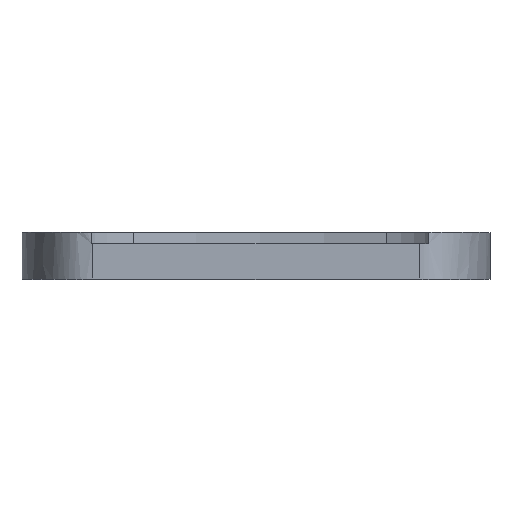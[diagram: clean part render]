
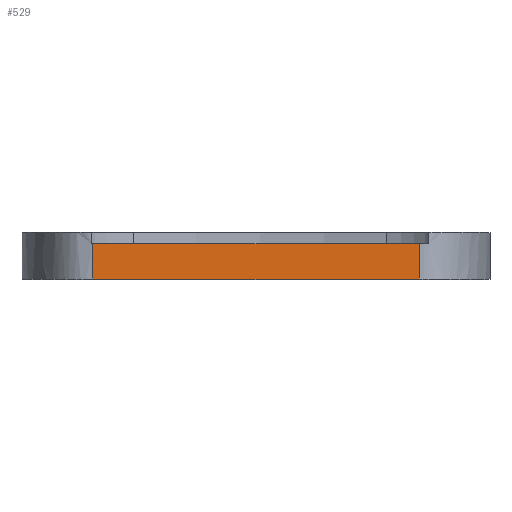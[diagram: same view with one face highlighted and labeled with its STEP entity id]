
A CAD part, top view. The second image highlights one B-rep face of the part: STEP entity #529.
In plain terms, the highlighted planar face has unit normal (0, 0, 1).
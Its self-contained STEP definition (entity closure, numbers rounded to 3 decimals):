
#177 = DIRECTION ( 'NONE',  ( -1., 0., 0. ) ) ;
#364 = ORIENTED_EDGE ( 'NONE', *, *, #2053, .F. ) ;
#391 = CARTESIAN_POINT ( 'NONE',  ( 11.263, -1.633, -16.62 ) ) ;
#433 = ORIENTED_EDGE ( 'NONE', *, *, #3194, .T. ) ;
#529 = ADVANCED_FACE ( 'NONE', ( #1580 ), #1622, .F. ) ;
#582 = AXIS2_PLACEMENT_3D ( 'NONE', #2807, #1006, #3427 ) ;
#701 = VERTEX_POINT ( 'NONE', #1215 ) ;
#741 = CARTESIAN_POINT ( 'NONE',  ( -11.836, -3.3, -16.62 ) ) ;
#755 = EDGE_LOOP ( 'NONE', ( #433, #1996, #364, #2973 ) ) ;
#823 = CARTESIAN_POINT ( 'NONE',  ( 11.263, -0.8, -16.62 ) ) ;
#896 = CARTESIAN_POINT ( 'NONE',  ( -11.836, -1.633, -16.62 ) ) ;
#933 = VECTOR ( 'NONE', #177, 1000. ) ;
#1006 = DIRECTION ( 'NONE',  ( 0., 0., -1. ) ) ;
#1041 = CARTESIAN_POINT ( 'NONE',  ( 0., -0.8, -16.62 ) ) ;
#1090 = VERTEX_POINT ( 'NONE', #741 ) ;
#1126 = CARTESIAN_POINT ( 'NONE',  ( -11.836, -3.3, -16.62 ) ) ;
#1215 = CARTESIAN_POINT ( 'NONE',  ( -11.836, -0.8, -16.62 ) ) ;
#1227 = EDGE_CURVE ( 'NONE', #701, #1090, #2670, .T. ) ;
#1298 = LINE ( 'NONE', #1041, #933 ) ;
#1305 = CARTESIAN_POINT ( 'NONE',  ( 0., -3.3, -16.62 ) ) ;
#1310 = CARTESIAN_POINT ( 'NONE',  ( 11.263, -3.3, -16.62 ) ) ;
#1580 = FACE_OUTER_BOUND ( 'NONE', #755, .T. ) ;
#1622 = PLANE ( 'NONE',  #582 ) ;
#1911 = EDGE_CURVE ( 'NONE', #2134, #3894, #2549, .T. ) ;
#1996 = ORIENTED_EDGE ( 'NONE', *, *, #1227, .T. ) ;
#2053 = EDGE_CURVE ( 'NONE', #2134, #1090, #3092, .T. ) ;
#2134 = VERTEX_POINT ( 'NONE', #3297 ) ;
#2549 = B_SPLINE_CURVE_WITH_KNOTS ( 'NONE', 3,
 ( #1310, #3473, #391, #2837 ),
 .UNSPECIFIED., .F., .F.,
 ( 4, 4 ),
 ( 0., 1. ),
 .UNSPECIFIED. ) ;
#2670 = B_SPLINE_CURVE_WITH_KNOTS ( 'NONE', 3,
 ( #3608, #896, #3011, #1126 ),
 .UNSPECIFIED., .F., .F.,
 ( 4, 4 ),
 ( 0., 1. ),
 .UNSPECIFIED. ) ;
#2752 = VECTOR ( 'NONE', #2770, 1000. ) ;
#2770 = DIRECTION ( 'NONE',  ( -1., 0., 0. ) ) ;
#2807 = CARTESIAN_POINT ( 'NONE',  ( 0., -0.8, -16.62 ) ) ;
#2837 = CARTESIAN_POINT ( 'NONE',  ( 11.263, -0.8, -16.62 ) ) ;
#2973 = ORIENTED_EDGE ( 'NONE', *, *, #1911, .T. ) ;
#3011 = CARTESIAN_POINT ( 'NONE',  ( -11.836, -2.467, -16.62 ) ) ;
#3092 = LINE ( 'NONE', #1305, #2752 ) ;
#3194 = EDGE_CURVE ( 'NONE', #3894, #701, #1298, .T. ) ;
#3297 = CARTESIAN_POINT ( 'NONE',  ( 11.263, -3.3, -16.62 ) ) ;
#3427 = DIRECTION ( 'NONE',  ( -1., 0., 0. ) ) ;
#3473 = CARTESIAN_POINT ( 'NONE',  ( 11.263, -2.467, -16.62 ) ) ;
#3608 = CARTESIAN_POINT ( 'NONE',  ( -11.836, -0.8, -16.62 ) ) ;
#3894 = VERTEX_POINT ( 'NONE', #823 ) ;
